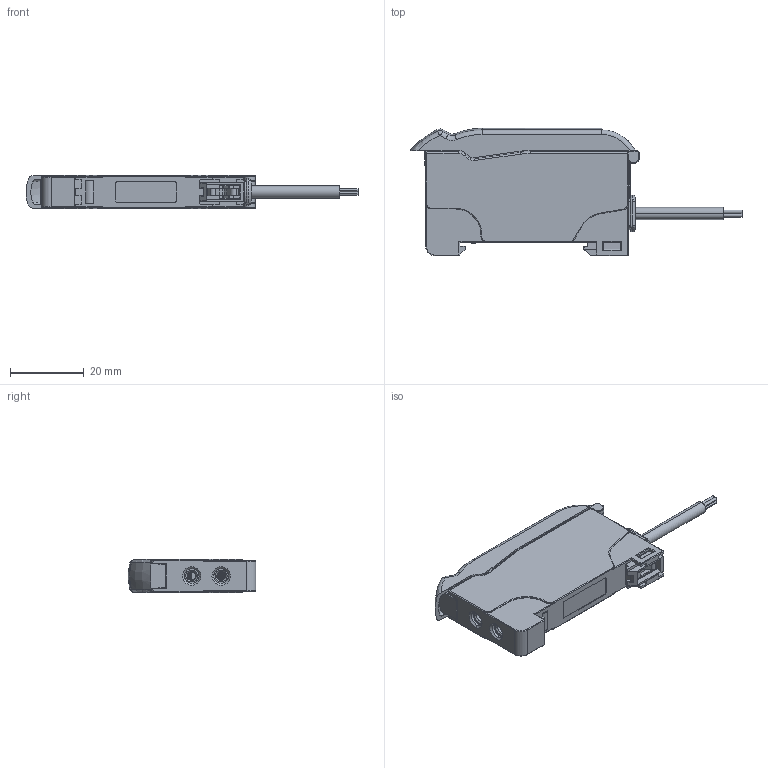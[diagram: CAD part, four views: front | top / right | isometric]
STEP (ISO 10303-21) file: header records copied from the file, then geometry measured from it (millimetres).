
FILE_DESCRIPTION((''),'2;1');
FILE_NAME('SG09001-SU19-O-MASTER_ASM','2010-07-01T',('XHMao'),(''),'PRO/ENGINEER BY PARAMETRIC TECHNOLOGY CORPORATION, 2006140','PRO/ENGINEER BY PARAMETRIC TECHNOLOGY CORPORATION, 2006140','');
FILE_SCHEMA(('CONFIG_CONTROL_DESIGN'));
Length unit declared in the file: millimetre
Products named in the file (15): SG01807-SU18-OK-FR8; SG09007-SU19-O-OA_ASM; SG04673-SU18-OK-CH1-KEYPAD; SG07154-SU19-OK-SWT1; SG01806-SU18-OK-LV8_2; SG07155-SU19-OK-CV; SG09009-SU19-OK-SA5_ASM; SG01805-SU18-OK-LK8; SG01801-SU18-OK-HG9; SG01808-SU18-OK-LK9; SG01803-SU18-OK-CH8; SG04674-SU18-OK-HG; SG08997-SU19-OK-CB; SOCKET_COVER; SG09001-SU19-O-MASTER_ASM
Assembly tree (14 placements, depth 3):
  SG09001-SU19-O-MASTER_ASM
    SG09007-SU19-O-OA_ASM
      SG01807-SU18-OK-FR8
    SG09009-SU19-OK-SA5_ASM
      SG04673-SU18-OK-CH1-KEYPAD
      SG07154-SU19-OK-SWT1
      SG01806-SU18-OK-LV8_2
      SG07155-SU19-OK-CV
    SG01805-SU18-OK-LK8
    SG01801-SU18-OK-HG9
    SG01808-SU18-OK-LK9
    SG01803-SU18-OK-CH8
    SG04674-SU18-OK-HG
    SG08997-SU19-OK-CB
    SOCKET_COVER
Bounding box: 90.31 x 34.75 x 9 mm (x, y, z)
Volume: 7260.1 mm3; surface area: 17236.2 mm2
Topology: 12 solids, 12 shells, 2572 faces, 6754 edges, 4211 vertices
Faces by surface type: plane 1451, cylinder 743, bspline 125, torus 98, cone 89, sphere 63, extrusion 3
Entity records: 86013 total; most frequent: CARTESIAN_POINT 23327, ORIENTED_EDGE 13508, DIRECTION 12355, EDGE_CURVE 6754, VECTOR 4469, LINE 4466, VERTEX_POINT 4211, AXIS2_PLACEMENT_3D 3943
